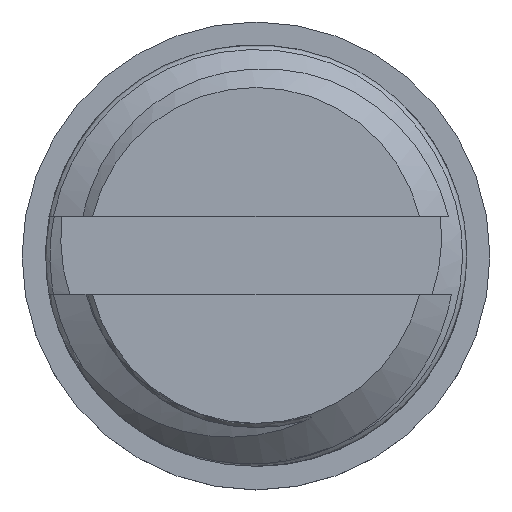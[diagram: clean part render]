
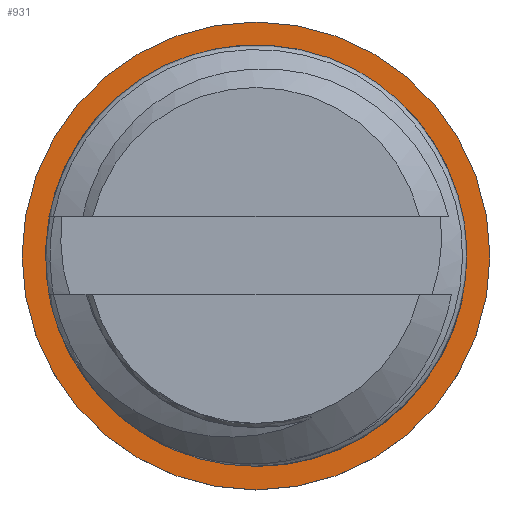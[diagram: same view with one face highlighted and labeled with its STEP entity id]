
A CAD part, top view. The second image highlights one B-rep face of the part: STEP entity #931.
In plain terms, the highlighted planar face has unit normal (0, 0, 1).
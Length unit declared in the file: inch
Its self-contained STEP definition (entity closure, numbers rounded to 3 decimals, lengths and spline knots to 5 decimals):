
#14=FACE_BOUND('',#181,.T.);
#60=PLANE('',#1000);
#125=FACE_OUTER_BOUND('',#180,.T.);
#180=EDGE_LOOP('',(#841));
#181=EDGE_LOOP('',(#842));
#205=CIRCLE('',#999,0.0754);
#206=CIRCLE('',#1001,0.105);
#437=VERTEX_POINT('',#4056);
#438=VERTEX_POINT('',#4060);
#576=EDGE_CURVE('',#437,#437,#205,.T.);
#578=EDGE_CURVE('',#438,#438,#206,.T.);
#841=ORIENTED_EDGE('',*,*,#578,.F.);
#842=ORIENTED_EDGE('',*,*,#576,.T.);
#931=ADVANCED_FACE('',(#125,#14),#60,.T.);
#999=AXIS2_PLACEMENT_3D('',#4057,#1110,#1111);
#1000=AXIS2_PLACEMENT_3D('',#4059,#1113,#1114);
#1001=AXIS2_PLACEMENT_3D('',#4061,#1115,#1116);
#1110=DIRECTION('center_axis',(0.,0.,-1.));
#1111=DIRECTION('ref_axis',(1.,0.,0.));
#1113=DIRECTION('center_axis',(0.,0.,1.));
#1114=DIRECTION('ref_axis',(1.,0.,0.));
#1115=DIRECTION('center_axis',(0.,0.,-1.));
#1116=DIRECTION('ref_axis',(1.,0.,0.));
#4056=CARTESIAN_POINT('',(0.,-0.0754,0.01));
#4057=CARTESIAN_POINT('Origin',(0.,0.,0.01));
#4059=CARTESIAN_POINT('Origin',(0.,0.105,0.01));
#4060=CARTESIAN_POINT('',(0.,-0.105,0.01));
#4061=CARTESIAN_POINT('Origin',(0.,0.,0.01));
